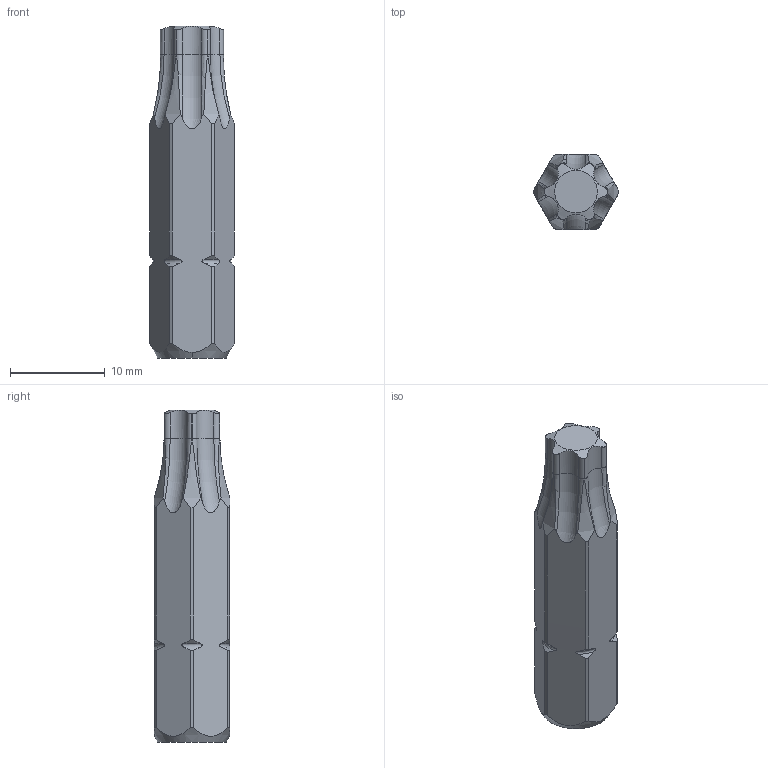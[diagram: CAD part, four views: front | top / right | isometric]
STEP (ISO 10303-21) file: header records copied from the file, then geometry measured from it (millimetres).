
FILE_DESCRIPTION((''),'2;1');
FILE_NAME('4027103340','2023-08-22T15:23:28',('A00565553'),(''),'CREO PARAMETRIC BY PTC INC, 2022414','CREO PARAMETRIC BY PTC INC, 2022414','');
FILE_SCHEMA(('CONFIG_CONTROL_DESIGN','GEOMETRIC_VALIDATION_PROPERTIES_MIM'));
Length unit declared in the file: millimetre
Products named in the file (1): 4027103340
Bounding box: 8.96 x 7.93 x 35 mm (x, y, z)
Volume: 1652.7 mm3; surface area: 981.3 mm2
Topology: 1 solids, 1 shells, 90 faces, 276 edges, 188 vertices
Faces by surface type: cylinder 36, torus 30, cone 16, plane 8
Entity records: 4765 total; most frequent: CARTESIAN_POINT 1515, ORIENTED_EDGE 552, DIRECTION 404, PRESENTATION_STYLE_ASSIGNMENT 277, STYLED_ITEM 277, CURVE_STYLE 276, EDGE_CURVE 276, VERTEX_POINT 188
